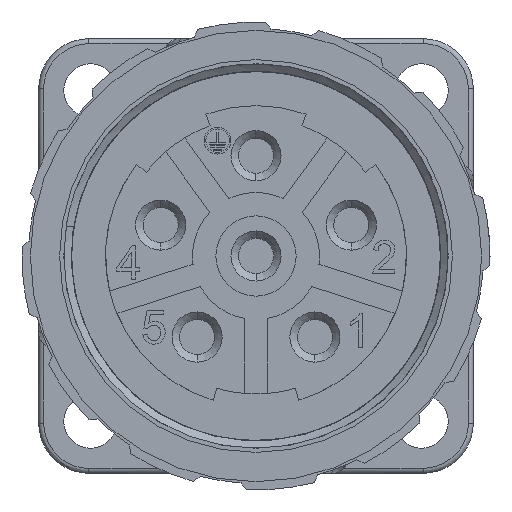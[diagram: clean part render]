
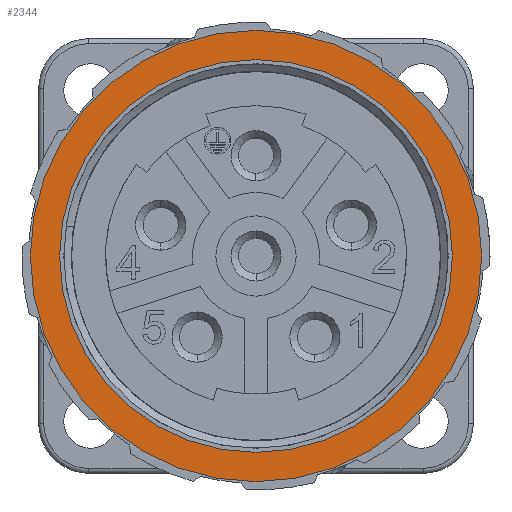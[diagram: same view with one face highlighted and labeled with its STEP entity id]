
A CAD part, left-side view. The second image highlights one B-rep face of the part: STEP entity #2344.
In plain terms, the highlighted planar face has unit normal (-1, 0, 0).
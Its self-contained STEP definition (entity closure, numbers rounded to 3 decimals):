
#11 = ORIENTED_EDGE ( 'NONE', *, *, #17137, .T. ) ;
#688 = DIRECTION ( 'NONE',  ( 0., 1., 0. ) ) ;
#711 = DIRECTION ( 'NONE',  ( 1., 0., 0. ) ) ;
#730 = CARTESIAN_POINT ( 'NONE',  ( -27.069, -1.83, -0.001 ) ) ;
#889 = CIRCLE ( 'NONE', #16655, 11.75 ) ;
#1727 = ORIENTED_EDGE ( 'NONE', *, *, #14796, .F. ) ;
#1873 = EDGE_CURVE ( 'NONE', #11607, #6041, #15464, .T. ) ;
#2344 = ADVANCED_FACE ( 'NONE', ( #5319, #5524 ), #13603, .T. ) ;
#3005 = ORIENTED_EDGE ( 'NONE', *, *, #15909, .F. ) ;
#3079 = CARTESIAN_POINT ( 'NONE',  ( -27.069, -1.83, -0.001 ) ) ;
#3101 = CARTESIAN_POINT ( 'NONE',  ( -27.069, -1.83, -0.001 ) ) ;
#3985 = AXIS2_PLACEMENT_3D ( 'NONE', #8236, #4886, #6681 ) ;
#4446 = DIRECTION ( 'NONE',  ( 0., 1., 0. ) ) ;
#4464 = DIRECTION ( 'NONE',  ( 0., 1., 0. ) ) ;
#4886 = DIRECTION ( 'NONE',  ( -1., 0., 0. ) ) ;
#5260 = AXIS2_PLACEMENT_3D ( 'NONE', #3079, #12570, #4446 ) ;
#5319 = FACE_OUTER_BOUND ( 'NONE', #13900, .T. ) ;
#5524 = FACE_BOUND ( 'NONE', #13775, .T. ) ;
#5808 = DIRECTION ( 'NONE',  ( 1., 0., 0. ) ) ;
#6041 = VERTEX_POINT ( 'NONE', #13884 ) ;
#6339 = AXIS2_PLACEMENT_3D ( 'NONE', #730, #711, #688 ) ;
#6681 = DIRECTION ( 'NONE',  ( 0., -1., 0. ) ) ;
#7908 = CIRCLE ( 'NONE', #5260, 13.5 ) ;
#8236 = CARTESIAN_POINT ( 'NONE',  ( -27.069, 9.775, 1.836 ) ) ;
#8861 = CARTESIAN_POINT ( 'NONE',  ( -27.069, -15.33, -0.001 ) ) ;
#11457 = CARTESIAN_POINT ( 'NONE',  ( -27.069, 11.67, -0.001 ) ) ;
#11607 = VERTEX_POINT ( 'NONE', #14041 ) ;
#12310 = VERTEX_POINT ( 'NONE', #11457 ) ;
#12570 = DIRECTION ( 'NONE',  ( 1., 0., 0. ) ) ;
#12594 = DIRECTION ( 'NONE',  ( 1., 0., 0. ) ) ;
#13603 = PLANE ( 'NONE',  #3985 ) ;
#13775 = EDGE_LOOP ( 'NONE', ( #11, #15239 ) ) ;
#13870 = AXIS2_PLACEMENT_3D ( 'NONE', #3101, #12594, #4464 ) ;
#13884 = CARTESIAN_POINT ( 'NONE',  ( -27.069, 9.92, -0.001 ) ) ;
#13900 = EDGE_LOOP ( 'NONE', ( #3005, #1727 ) ) ;
#13992 = CARTESIAN_POINT ( 'NONE',  ( -27.069, -1.83, -0.001 ) ) ;
#14041 = CARTESIAN_POINT ( 'NONE',  ( -27.069, -13.58, -0.001 ) ) ;
#14796 = EDGE_CURVE ( 'NONE', #14930, #12310, #7908, .T. ) ;
#14930 = VERTEX_POINT ( 'NONE', #8861 ) ;
#15239 = ORIENTED_EDGE ( 'NONE', *, *, #1873, .T. ) ;
#15430 = DIRECTION ( 'NONE',  ( 0., 1., 0. ) ) ;
#15464 = CIRCLE ( 'NONE', #6339, 11.75 ) ;
#15909 = EDGE_CURVE ( 'NONE', #12310, #14930, #16843, .T. ) ;
#16655 = AXIS2_PLACEMENT_3D ( 'NONE', #13992, #5808, #15430 ) ;
#16843 = CIRCLE ( 'NONE', #13870, 13.5 ) ;
#17137 = EDGE_CURVE ( 'NONE', #6041, #11607, #889, .T. ) ;
